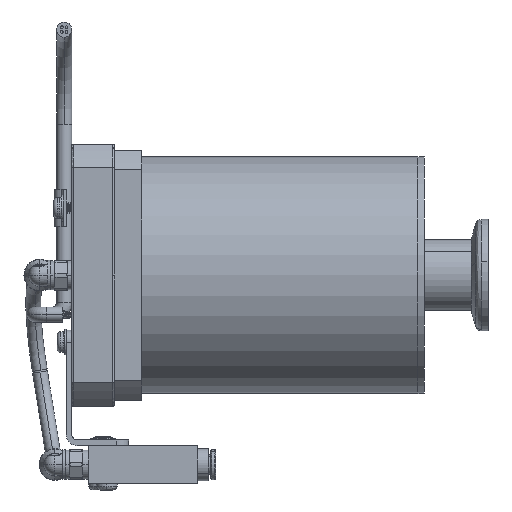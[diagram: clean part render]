
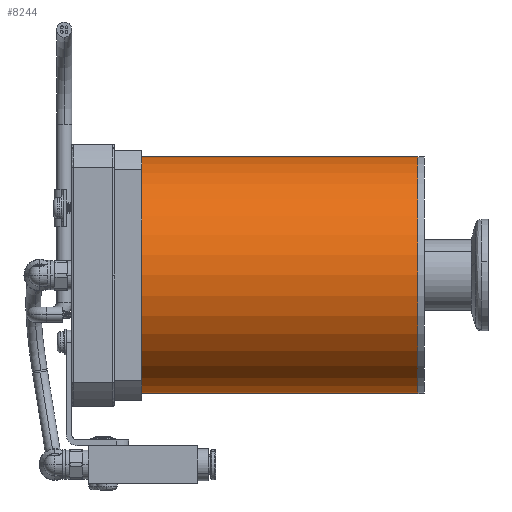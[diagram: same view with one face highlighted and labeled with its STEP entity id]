
A CAD part, left-side view. The second image highlights one B-rep face of the part: STEP entity #8244.
In plain terms, the highlighted cylindrical face has radius 31.75 mm (diameter 63.5 mm), a partial arc.
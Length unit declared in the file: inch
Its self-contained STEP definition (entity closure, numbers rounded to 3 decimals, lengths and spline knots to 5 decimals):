
#1615 = EDGE_CURVE ( 'NONE', #47070, #152080, #144376, .T. ) ;
#8244 = ADVANCED_FACE ( 'NONE', ( #128435 ), #114128, .T. ) ;
#13952 = AXIS2_PLACEMENT_3D ( 'NONE', #152171, #151288, #70342 ) ;
#21614 = VERTEX_POINT ( 'NONE', #43511 ) ;
#32420 = DIRECTION ( 'NONE',  ( 0., 1., 0. ) ) ;
#32464 = CARTESIAN_POINT ( 'NONE',  ( 0.00016, 2.79594, -1.24984 ) ) ;
#33331 = DIRECTION ( 'NONE',  ( 0., 0., 1. ) ) ;
#38496 = ORIENTED_EDGE ( 'NONE', *, *, #69413, .T. ) ;
#43511 = CARTESIAN_POINT ( 'NONE',  ( 0.00016, -0.17906, -1.24984 ) ) ;
#45826 = ORIENTED_EDGE ( 'NONE', *, *, #1615, .F. ) ;
#46600 = CARTESIAN_POINT ( 'NONE',  ( 0.00016, 2.79594, 0.00016 ) ) ;
#47070 = VERTEX_POINT ( 'NONE', #32464 ) ;
#48484 = VERTEX_POINT ( 'NONE', #161956 ) ;
#52050 = EDGE_LOOP ( 'NONE', ( #79308, #45826, #143371, #38496 ) ) ;
#58369 = AXIS2_PLACEMENT_3D ( 'NONE', #129264, #32420, #33331 ) ;
#59525 = CARTESIAN_POINT ( 'NONE',  ( 0.00016, 2.79594, -1.24984 ) ) ;
#61308 = VECTOR ( 'NONE', #171595, 39.37008 ) ;
#62982 = EDGE_CURVE ( 'NONE', #47070, #21614, #127140, .T. ) ;
#69413 = EDGE_CURVE ( 'NONE', #21614, #48484, #135146, .T. ) ;
#70342 = DIRECTION ( 'NONE',  ( 0., 0., 1. ) ) ;
#72868 = DIRECTION ( 'NONE',  ( 0., -1., 0. ) ) ;
#79308 = ORIENTED_EDGE ( 'NONE', *, *, #172079, .F. ) ;
#92679 = AXIS2_PLACEMENT_3D ( 'NONE', #46600, #101717, #156037 ) ;
#101717 = DIRECTION ( 'NONE',  ( 0., -1., 0. ) ) ;
#113094 = VECTOR ( 'NONE', #72868, 39.37008 ) ;
#114128 = CYLINDRICAL_SURFACE ( 'NONE', #92679, 1.25 ) ;
#117350 = CARTESIAN_POINT ( 'NONE',  ( 0.00016, 2.79594, 1.25016 ) ) ;
#122769 = CARTESIAN_POINT ( 'NONE',  ( 0.00016, 2.79594, 1.25016 ) ) ;
#127140 = LINE ( 'NONE', #59525, #113094 ) ;
#128435 = FACE_OUTER_BOUND ( 'NONE', #52050, .T. ) ;
#128991 = LINE ( 'NONE', #117350, #61308 ) ;
#129264 = CARTESIAN_POINT ( 'NONE',  ( 0.00016, -0.17906, 0.00016 ) ) ;
#135146 = CIRCLE ( 'NONE', #58369, 1.25 ) ;
#143371 = ORIENTED_EDGE ( 'NONE', *, *, #62982, .T. ) ;
#144376 = CIRCLE ( 'NONE', #13952, 1.25 ) ;
#151288 = DIRECTION ( 'NONE',  ( 0., 1., 0. ) ) ;
#152080 = VERTEX_POINT ( 'NONE', #122769 ) ;
#152171 = CARTESIAN_POINT ( 'NONE',  ( 0.00016, 2.79594, 0.00016 ) ) ;
#156037 = DIRECTION ( 'NONE',  ( 0., 0., -1. ) ) ;
#161956 = CARTESIAN_POINT ( 'NONE',  ( 0.00016, -0.17906, 1.25016 ) ) ;
#171595 = DIRECTION ( 'NONE',  ( 0., -1., 0. ) ) ;
#172079 = EDGE_CURVE ( 'NONE', #152080, #48484, #128991, .T. ) ;
